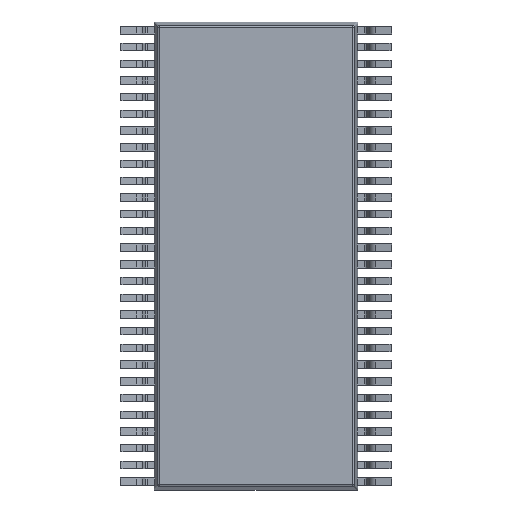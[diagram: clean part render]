
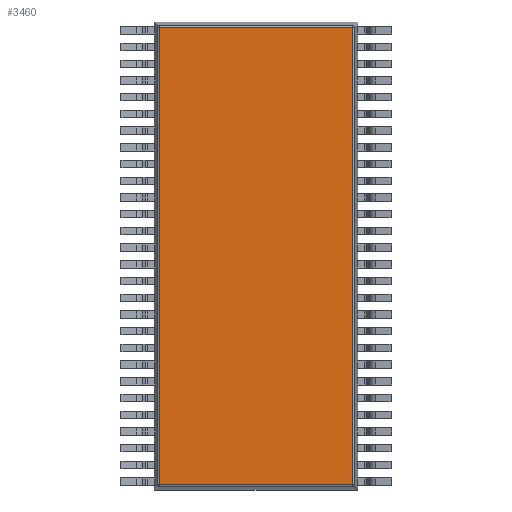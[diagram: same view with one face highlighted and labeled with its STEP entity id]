
A CAD part, front view. The second image highlights one B-rep face of the part: STEP entity #3460.
In plain terms, the highlighted planar face has unit normal (0, -1, 0).
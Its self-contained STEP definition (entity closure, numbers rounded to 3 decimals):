
#1625 = CARTESIAN_POINT ( 'NONE',  ( 2.893, 0.05, 13.843 ) ) ;
#2071 = EDGE_LOOP ( 'NONE', ( #17361, #27521, #5838, #27552 ) ) ;
#2361 = CARTESIAN_POINT ( 'NONE',  ( 2.933, 0.05, 0.157 ) ) ;
#2606 = DIRECTION ( 'NONE',  ( 0., 0., -1. ) ) ;
#3030 = CARTESIAN_POINT ( 'NONE',  ( -3.05, 0.05, 14. ) ) ;
#3183 = VECTOR ( 'NONE', #25057, 1000. ) ;
#3194 = VECTOR ( 'NONE', #24640, 1000. ) ;
#3460 = ADVANCED_FACE ( 'NONE', ( #9977 ), #14241, .F. ) ;
#4682 = LINE ( 'NONE', #28077, #31946 ) ;
#5151 = VERTEX_POINT ( 'NONE', #5735 ) ;
#5735 = CARTESIAN_POINT ( 'NONE',  ( 2.893, 0.05, 0.157 ) ) ;
#5838 = ORIENTED_EDGE ( 'NONE', *, *, #26588, .T. ) ;
#9961 = EDGE_CURVE ( 'NONE', #11142, #5151, #31364, .T. ) ;
#9977 = FACE_OUTER_BOUND ( 'NONE', #2071, .T. ) ;
#11142 = VERTEX_POINT ( 'NONE', #12219 ) ;
#11690 = DIRECTION ( 'NONE',  ( 0., 0., 1. ) ) ;
#12219 = CARTESIAN_POINT ( 'NONE',  ( -2.893, 0.05, 0.157 ) ) ;
#14040 = VERTEX_POINT ( 'NONE', #18514 ) ;
#14241 = PLANE ( 'NONE',  #22475 ) ;
#16235 = CARTESIAN_POINT ( 'NONE',  ( 2.893, 0.05, 13.883 ) ) ;
#17361 = ORIENTED_EDGE ( 'NONE', *, *, #9961, .T. ) ;
#18514 = CARTESIAN_POINT ( 'NONE',  ( -2.893, 0.05, 13.843 ) ) ;
#19481 = LINE ( 'NONE', #16235, #3194 ) ;
#21195 = DIRECTION ( 'NONE',  ( -1., 0., 0. ) ) ;
#22475 = AXIS2_PLACEMENT_3D ( 'NONE', #3030, #31091, #11690 ) ;
#24640 = DIRECTION ( 'NONE',  ( 0., 0., 1. ) ) ;
#25057 = DIRECTION ( 'NONE',  ( 1., 0., 0. ) ) ;
#26588 = EDGE_CURVE ( 'NONE', #33640, #14040, #35487, .T. ) ;
#27521 = ORIENTED_EDGE ( 'NONE', *, *, #35690, .T. ) ;
#27552 = ORIENTED_EDGE ( 'NONE', *, *, #31941, .T. ) ;
#28077 = CARTESIAN_POINT ( 'NONE',  ( -2.893, 0.05, 0.117 ) ) ;
#28896 = VECTOR ( 'NONE', #21195, 1000. ) ;
#29546 = CARTESIAN_POINT ( 'NONE',  ( -2.933, 0.05, 13.843 ) ) ;
#31091 = DIRECTION ( 'NONE',  ( 0., 1., 0. ) ) ;
#31364 = LINE ( 'NONE', #2361, #3183 ) ;
#31941 = EDGE_CURVE ( 'NONE', #14040, #11142, #4682, .T. ) ;
#31946 = VECTOR ( 'NONE', #2606, 1000. ) ;
#33640 = VERTEX_POINT ( 'NONE', #1625 ) ;
#35487 = LINE ( 'NONE', #29546, #28896 ) ;
#35690 = EDGE_CURVE ( 'NONE', #5151, #33640, #19481, .T. ) ;
